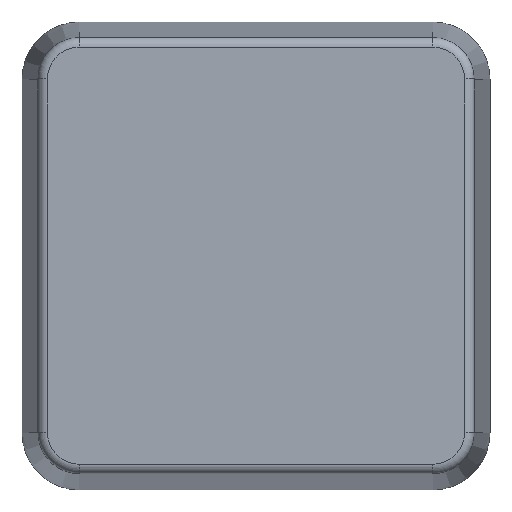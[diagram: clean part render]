
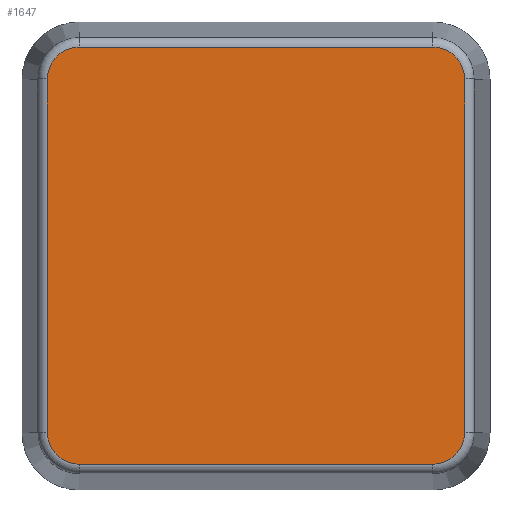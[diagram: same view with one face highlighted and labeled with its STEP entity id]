
A CAD part, top view. The second image highlights one B-rep face of the part: STEP entity #1647.
In plain terms, the highlighted planar face has unit normal (0, 0, 1).
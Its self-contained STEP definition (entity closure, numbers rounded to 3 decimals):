
#95=PLANE('',#1821);
#174=FACE_OUTER_BOUND('',#270,.T.);
#270=EDGE_LOOP('',(#1465,#1466,#1467,#1468,#1469,#1470,#1471,#1472));
#431=LINE('',#2737,#596);
#432=LINE('',#2748,#597);
#434=LINE('',#2760,#599);
#436=LINE('',#2772,#601);
#596=VECTOR('',#2220,10.);
#597=VECTOR('',#2233,10.);
#599=VECTOR('',#2247,10.);
#601=VECTOR('',#2261,10.);
#666=CIRCLE('',#1798,3.334);
#670=CIRCLE('',#1804,3.334);
#674=CIRCLE('',#1810,3.334);
#677=CIRCLE('',#1815,3.334);
#814=VERTEX_POINT('',#2730);
#817=VERTEX_POINT('',#2735);
#819=VERTEX_POINT('',#2740);
#821=VERTEX_POINT('',#2746);
#823=VERTEX_POINT('',#2752);
#825=VERTEX_POINT('',#2758);
#827=VERTEX_POINT('',#2764);
#829=VERTEX_POINT('',#2770);
#1032=EDGE_CURVE('',#817,#814,#431,.T.);
#1034=EDGE_CURVE('',#819,#817,#666,.T.);
#1037=EDGE_CURVE('',#821,#819,#432,.T.);
#1040=EDGE_CURVE('',#823,#821,#670,.T.);
#1043=EDGE_CURVE('',#825,#823,#434,.T.);
#1046=EDGE_CURVE('',#827,#825,#674,.T.);
#1049=EDGE_CURVE('',#829,#827,#436,.T.);
#1051=EDGE_CURVE('',#814,#829,#677,.T.);
#1465=ORIENTED_EDGE('',*,*,#1032,.F.);
#1466=ORIENTED_EDGE('',*,*,#1034,.F.);
#1467=ORIENTED_EDGE('',*,*,#1037,.F.);
#1468=ORIENTED_EDGE('',*,*,#1040,.F.);
#1469=ORIENTED_EDGE('',*,*,#1043,.F.);
#1470=ORIENTED_EDGE('',*,*,#1046,.F.);
#1471=ORIENTED_EDGE('',*,*,#1049,.F.);
#1472=ORIENTED_EDGE('',*,*,#1051,.F.);
#1647=ADVANCED_FACE('',(#174),#95,.T.);
#1798=AXIS2_PLACEMENT_3D('',#2742,#2225,#2226);
#1804=AXIS2_PLACEMENT_3D('',#2754,#2239,#2240);
#1810=AXIS2_PLACEMENT_3D('',#2766,#2253,#2254);
#1815=AXIS2_PLACEMENT_3D('',#2775,#2265,#2266);
#1821=AXIS2_PLACEMENT_3D('',#2786,#2282,#2283);
#2220=DIRECTION('',(0.,-1.,0.));
#2225=DIRECTION('center_axis',(0.,0.,-1.));
#2226=DIRECTION('ref_axis',(0.707,0.707,0.));
#2233=DIRECTION('',(1.,0.,0.));
#2239=DIRECTION('center_axis',(0.,0.,-1.));
#2240=DIRECTION('ref_axis',(-0.707,0.707,0.));
#2247=DIRECTION('',(0.,1.,0.));
#2253=DIRECTION('center_axis',(0.,0.,-1.));
#2254=DIRECTION('ref_axis',(-0.707,-0.707,0.));
#2261=DIRECTION('',(-1.,0.,0.));
#2265=DIRECTION('center_axis',(0.,0.,-1.));
#2266=DIRECTION('ref_axis',(0.707,-0.707,0.));
#2282=DIRECTION('center_axis',(0.,0.,1.));
#2283=DIRECTION('ref_axis',(-1.,0.,0.));
#2730=CARTESIAN_POINT('',(68.334,-77.,29.));
#2735=CARTESIAN_POINT('',(68.334,-40.,29.));
#2737=CARTESIAN_POINT('',(68.334,-67.75,29.));
#2740=CARTESIAN_POINT('',(65.,-36.666,29.));
#2742=CARTESIAN_POINT('Origin',(65.,-40.,29.));
#2746=CARTESIAN_POINT('',(28.,-36.666,29.));
#2748=CARTESIAN_POINT('',(55.75,-36.666,29.));
#2752=CARTESIAN_POINT('',(24.666,-40.,29.));
#2754=CARTESIAN_POINT('Origin',(28.,-40.,29.));
#2758=CARTESIAN_POINT('',(24.666,-77.,29.));
#2760=CARTESIAN_POINT('',(24.666,-49.25,29.));
#2764=CARTESIAN_POINT('',(28.,-80.334,29.));
#2766=CARTESIAN_POINT('Origin',(28.,-77.,29.));
#2770=CARTESIAN_POINT('',(65.,-80.334,29.));
#2772=CARTESIAN_POINT('',(37.25,-80.334,29.));
#2775=CARTESIAN_POINT('Origin',(65.,-77.,29.));
#2786=CARTESIAN_POINT('Origin',(46.5,-58.5,29.));
